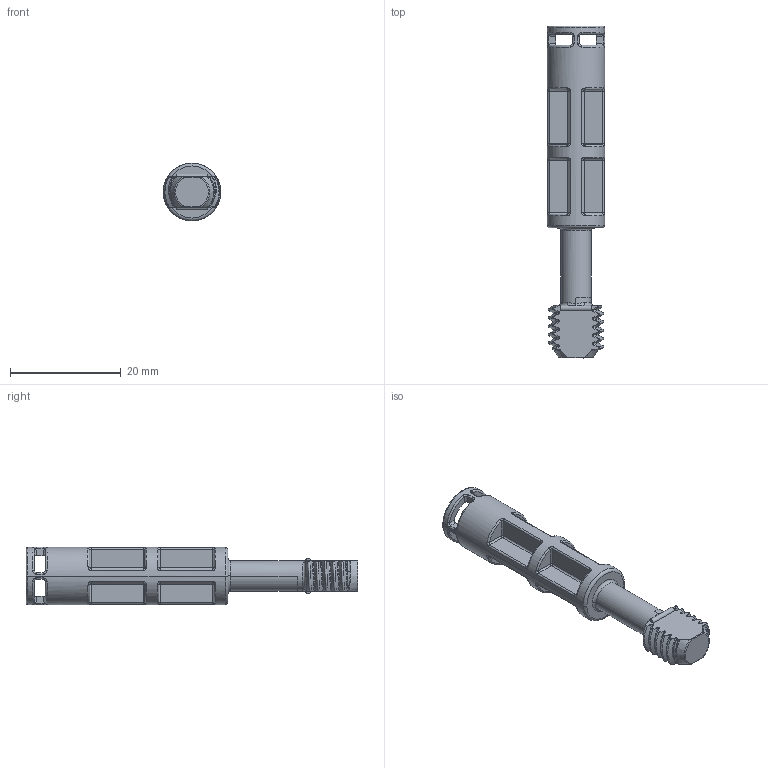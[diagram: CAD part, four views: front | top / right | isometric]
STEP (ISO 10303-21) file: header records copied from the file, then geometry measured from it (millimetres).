
FILE_DESCRIPTION((''),'2;1');
FILE_NAME('SLS60','2006-05-08T',('mika_leppanen'),(''),'PRO/ENGINEER BY PARAMETRIC TECHNOLOGY CORPORATION, 2005110','PRO/ENGINEER BY PARAMETRIC TECHNOLOGY CORPORATION, 2005110','');
FILE_SCHEMA(('AUTOMOTIVE_DESIGN_CC2 { 1 2 10303 214 -1 1 5 2 }'));
Length unit declared in the file: millimetre
Products named in the file (1): SLS60
Bounding box: 10.4 x 60 x 10.4 mm (x, y, z)
Volume: 2746.5 mm3; surface area: 2387.3 mm2
Topology: 1 solids, 1 shells, 456 faces, 1078 edges, 630 vertices
Faces by surface type: bspline 224, cylinder 98, plane 70, torus 42, sphere 16, cone 6
Entity records: 32497 total; most frequent: CARTESIAN_POINT 20105, ORIENTED_EDGE 2156, DIRECTION 1460, PRESENTATION_STYLE_ASSIGNMENT 1079, STYLED_ITEM 1079, CURVE_STYLE 1078, EDGE_CURVE 1078, VERTEX_POINT 630
